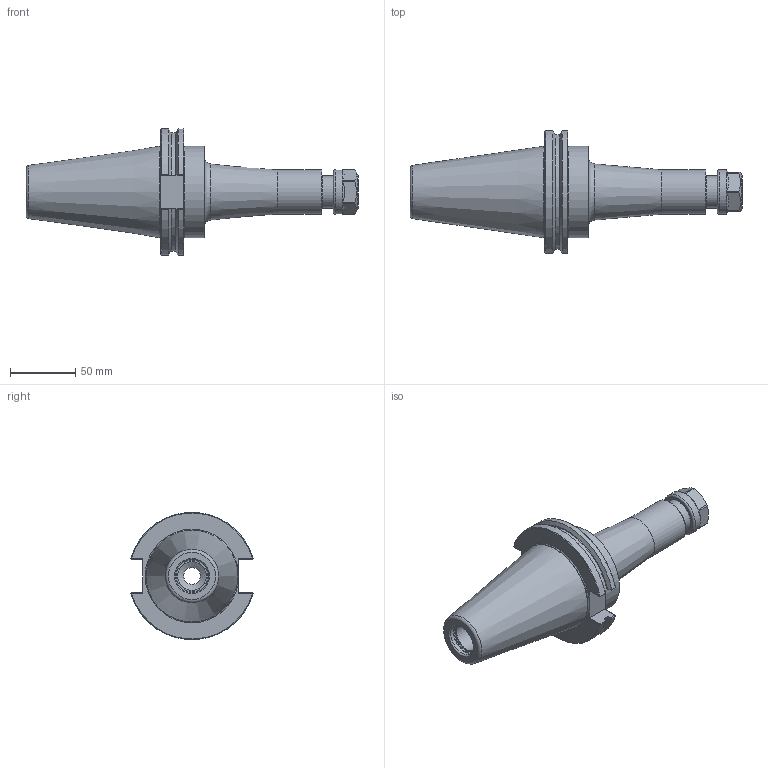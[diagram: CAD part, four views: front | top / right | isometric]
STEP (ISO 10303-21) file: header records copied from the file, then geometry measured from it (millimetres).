
FILE_DESCRIPTION(/* description */ (''),/* implementation_level */ '2;1');
FILE_NAME(/* name */ 'DCAT50-ER20H-0600.stp',/* time_stamp */ '2019-06-11T12:11:16-05:00',/* author */ ('ldfli'),/* organization */ (''),/* preprocessor_version */ 'ST-DEVELOPER v18',/* originating_system */ 'Autodesk Inventor LT',/* authorisation */ '');
FILE_SCHEMA (('AUTOMOTIVE_DESIGN { 1 0 10303 214 3 1 1 }'));
Length unit declared in the file: millimetre
Products named in the file (1): DCAT50-ER20H-0600
Bounding box: 254.17 x 93.8 x 97.14 mm (x, y, z)
Volume: 497376.7 mm3; surface area: 65702.4 mm2
Topology: 2 solids, 2 shells, 113 faces, 343 edges, 241 vertices
Faces by surface type: plane 48, cone 22, torus 21, cylinder 21, bspline 1
Full cylindrical faces by diameter (mm): 10 x1, 12.751 x1, 14.5 x1, 15.71 x1, 18.708 x1, 21.971 x1, 23.5 x1, 25 x2, 25.4 x1, 26 x1, 34 x2, 69.85 x1, 70 x1
Entity records: 4066 total; most frequent: CARTESIAN_POINT 908, ORIENTED_EDGE 686, DIRECTION 681, EDGE_CURVE 343, AXIS2_PLACEMENT_3D 289, VERTEX_POINT 241, CIRCLE 176, EDGE_LOOP 124
